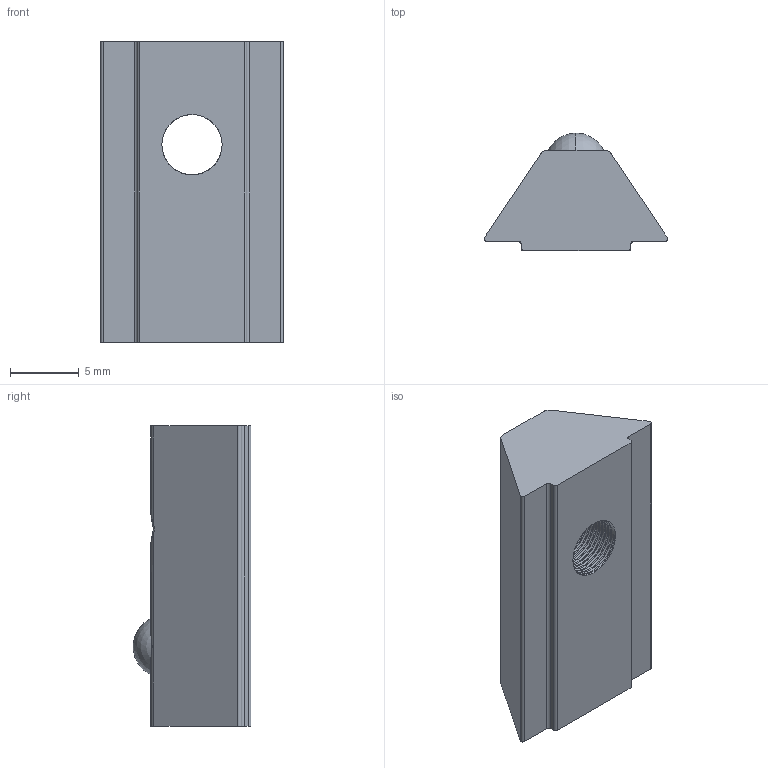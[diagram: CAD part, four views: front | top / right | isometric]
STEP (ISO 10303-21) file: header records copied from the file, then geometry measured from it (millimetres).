
FILE_DESCRIPTION (( 'STEP AP214' ), '1' );
FILE_NAME ('3011-305.STEP', '2024-09-09T12:26:47', ( '' ), ( '' ), 'SwSTEP 2.0', 'SolidWorks 2022', '' );
FILE_SCHEMA (( 'AUTOMOTIVE_DESIGN' ));
Length unit declared in the file: millimetre
Products named in the file (1): 3011-305
Bounding box: 13.35 x 8.6 x 21.9 mm (x, y, z)
Volume: 1351.1 mm3; surface area: 1035.2 mm2
Topology: 1 solids, 2 shells, 100 faces, 280 edges, 182 vertices
Faces by surface type: cylinder 58, plane 15, bspline 15, torus 6, sphere 4, cone 2
Entity records: 6616 total; most frequent: CARTESIAN_POINT 4358, ORIENTED_EDGE 560, DIRECTION 389, EDGE_CURVE 280, VERTEX_POINT 182, AXIS2_PLACEMENT_3D 149, EDGE_LOOP 102, ADVANCED_FACE 100
